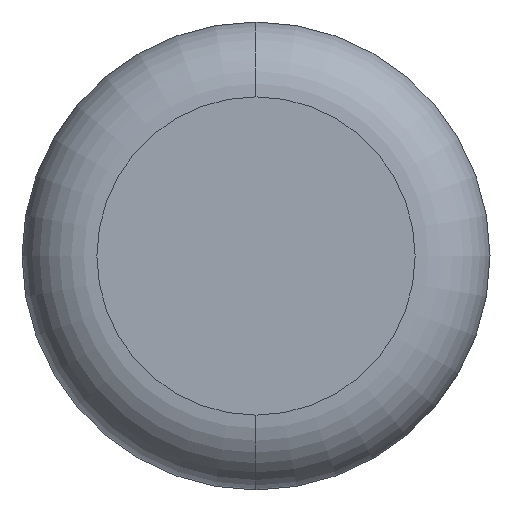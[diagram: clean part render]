
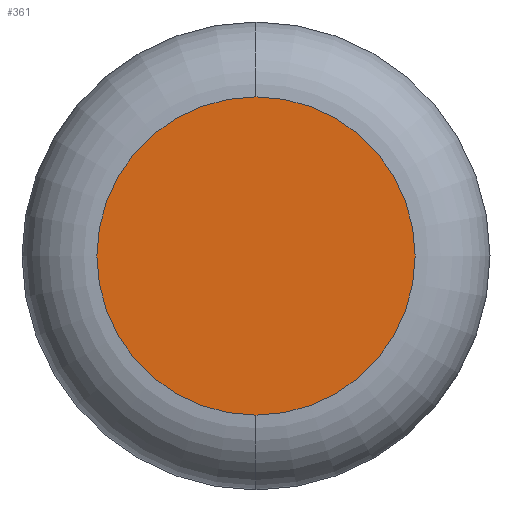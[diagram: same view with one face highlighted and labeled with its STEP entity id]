
A CAD part, front view. The second image highlights one B-rep face of the part: STEP entity #361.
In plain terms, the highlighted planar face has unit normal (0, -1, 0).
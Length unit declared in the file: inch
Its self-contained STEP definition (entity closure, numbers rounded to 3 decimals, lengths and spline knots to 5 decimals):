
#10 = DIRECTION ( 'NONE',  ( 0., -1., 0. ) ) ;
#15 = FACE_OUTER_BOUND ( 'NONE', #494, .T. ) ;
#30 = ORIENTED_EDGE ( 'NONE', *, *, #218, .T. ) ;
#49 = AXIS2_PLACEMENT_3D ( 'NONE', #96, #251, #208 ) ;
#53 = DIRECTION ( 'NONE',  ( 0., -1., 0. ) ) ;
#69 = VERTEX_POINT ( 'NONE', #97 ) ;
#96 = CARTESIAN_POINT ( 'NONE',  ( 0., 0., 0. ) ) ;
#97 = CARTESIAN_POINT ( 'NONE',  ( 0., 0., 0.06375 ) ) ;
#186 = VERTEX_POINT ( 'NONE', #206 ) ;
#206 = CARTESIAN_POINT ( 'NONE',  ( 0., 0., -0.06375 ) ) ;
#208 = DIRECTION ( 'NONE',  ( 0., 0., -1. ) ) ;
#218 = EDGE_CURVE ( 'NONE', #186, #69, #469, .T. ) ;
#251 = DIRECTION ( 'NONE',  ( 0., -1., 0. ) ) ;
#270 = CARTESIAN_POINT ( 'NONE',  ( 0., 0., 0. ) ) ;
#292 = DIRECTION ( 'NONE',  ( 0., 0., -1. ) ) ;
#348 = EDGE_CURVE ( 'NONE', #69, #186, #407, .T. ) ;
#361 = ADVANCED_FACE ( 'NONE', ( #15 ), #398, .T. ) ;
#365 = AXIS2_PLACEMENT_3D ( 'NONE', #427, #53, #292 ) ;
#398 = PLANE ( 'NONE',  #365 ) ;
#407 = CIRCLE ( 'NONE', #443, 0.06375 ) ;
#427 = CARTESIAN_POINT ( 'NONE',  ( 0., 0., 0. ) ) ;
#443 = AXIS2_PLACEMENT_3D ( 'NONE', #270, #10, #488 ) ;
#469 = CIRCLE ( 'NONE', #49, 0.06375 ) ;
#488 = DIRECTION ( 'NONE',  ( 0., 0., -1. ) ) ;
#494 = EDGE_LOOP ( 'NONE', ( #30, #505 ) ) ;
#505 = ORIENTED_EDGE ( 'NONE', *, *, #348, .T. ) ;
